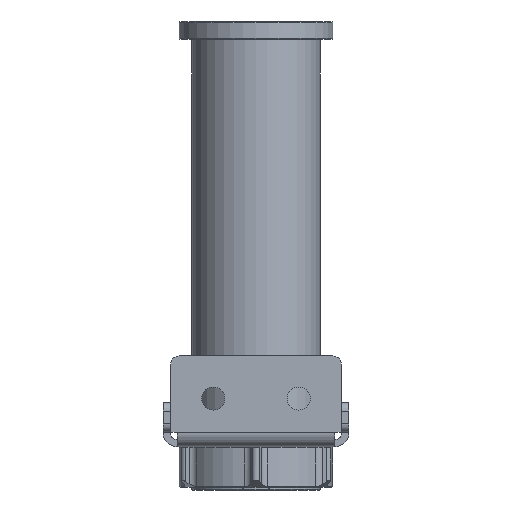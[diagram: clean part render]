
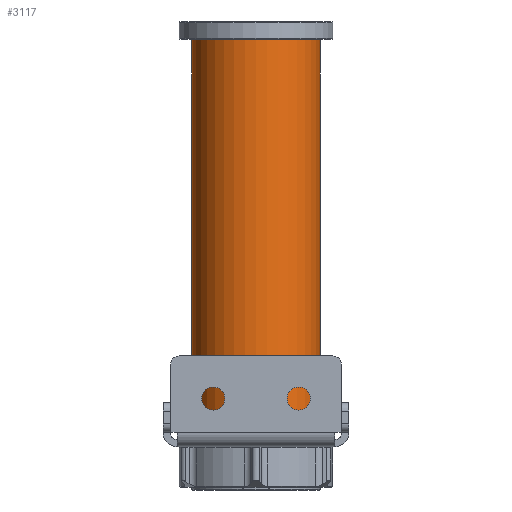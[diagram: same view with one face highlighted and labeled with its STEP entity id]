
A CAD part, front view. The second image highlights one B-rep face of the part: STEP entity #3117.
In plain terms, the highlighted cylindrical face has radius 15 mm (diameter 30 mm), a full revolution.
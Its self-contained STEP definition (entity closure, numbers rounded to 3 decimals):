
#227=FACE_OUTER_BOUND('',#424,.T.);
#424=EDGE_LOOP('',(#2115,#2116,#2117,#2118,#2119,#2120));
#652=CIRCLE('',#3399,15.);
#653=CIRCLE('',#3400,15.);
#655=CIRCLE('',#3403,15.);
#656=CIRCLE('',#3404,15.);
#865=LINE('',#4950,#1077);
#1077=VECTOR('',#3886,15.);
#1307=VERTEX_POINT('',#4940);
#1308=VERTEX_POINT('',#4941);
#1309=VERTEX_POINT('',#4946);
#1310=VERTEX_POINT('',#4947);
#1611=EDGE_CURVE('',#1307,#1308,#652,.T.);
#1612=EDGE_CURVE('',#1308,#1307,#653,.T.);
#1614=EDGE_CURVE('',#1309,#1310,#655,.T.);
#1615=EDGE_CURVE('',#1310,#1309,#656,.T.);
#1616=EDGE_CURVE('',#1310,#1308,#865,.T.);
#2115=ORIENTED_EDGE('',*,*,#1614,.F.);
#2116=ORIENTED_EDGE('',*,*,#1615,.F.);
#2117=ORIENTED_EDGE('',*,*,#1616,.T.);
#2118=ORIENTED_EDGE('',*,*,#1611,.F.);
#2119=ORIENTED_EDGE('',*,*,#1612,.F.);
#2120=ORIENTED_EDGE('',*,*,#1616,.F.);
#3030=CYLINDRICAL_SURFACE('',#3402,15.);
#3117=ADVANCED_FACE('',(#227),#3030,.T.);
#3399=AXIS2_PLACEMENT_3D('',#4942,#3874,#3875);
#3400=AXIS2_PLACEMENT_3D('',#4943,#3876,#3877);
#3402=AXIS2_PLACEMENT_3D('',#4945,#3880,#3881);
#3403=AXIS2_PLACEMENT_3D('',#4948,#3882,#3883);
#3404=AXIS2_PLACEMENT_3D('',#4949,#3884,#3885);
#3874=DIRECTION('center_axis',(0.,0.,-1.));
#3875=DIRECTION('ref_axis',(-1.,0.,0.));
#3876=DIRECTION('center_axis',(0.,0.,-1.));
#3877=DIRECTION('ref_axis',(-1.,0.,0.));
#3880=DIRECTION('center_axis',(0.,0.,1.));
#3881=DIRECTION('ref_axis',(1.,0.,0.));
#3882=DIRECTION('center_axis',(0.,0.,1.));
#3883=DIRECTION('ref_axis',(-1.,0.,0.));
#3884=DIRECTION('center_axis',(0.,0.,1.));
#3885=DIRECTION('ref_axis',(-1.,0.,0.));
#3886=DIRECTION('',(0.,0.,-1.));
#4940=CARTESIAN_POINT('',(15.,0.,4.2));
#4941=CARTESIAN_POINT('',(-15.,0.,4.2));
#4942=CARTESIAN_POINT('Origin',(0.,0.,4.2));
#4943=CARTESIAN_POINT('Origin',(0.,0.,4.2));
#4945=CARTESIAN_POINT('Origin',(0.,0.,4.));
#4946=CARTESIAN_POINT('',(15.,0.,93.6));
#4947=CARTESIAN_POINT('',(-15.,0.,93.6));
#4948=CARTESIAN_POINT('Origin',(0.,0.,93.6));
#4949=CARTESIAN_POINT('Origin',(0.,0.,93.6));
#4950=CARTESIAN_POINT('',(-15.,0.,4.));
